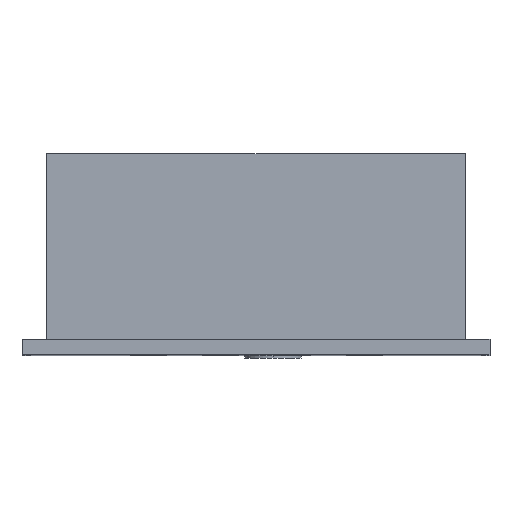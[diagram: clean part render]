
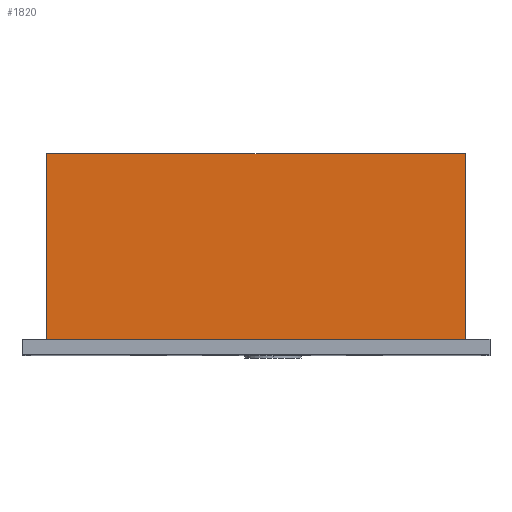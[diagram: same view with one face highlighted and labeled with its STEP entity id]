
A CAD part, top view. The second image highlights one B-rep face of the part: STEP entity #1820.
In plain terms, the highlighted planar face has unit normal (0, 0, 1).
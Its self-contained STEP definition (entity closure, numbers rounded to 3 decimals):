
#233 = CARTESIAN_POINT ( 'NONE',  ( -7.389, 7.1, 8.223 ) ) ;
#288 = VECTOR ( 'NONE', #3325, 1000. ) ;
#395 = DIRECTION ( 'NONE',  ( 0., 0., -1. ) ) ;
#539 = ORIENTED_EDGE ( 'NONE', *, *, #4475, .F. ) ;
#983 = VECTOR ( 'NONE', #3065, 1000. ) ;
#1007 = LINE ( 'NONE', #233, #288 ) ;
#1389 = VERTEX_POINT ( 'NONE', #4126 ) ;
#1404 = CARTESIAN_POINT ( 'NONE',  ( -7.389, 7.1, 8.223 ) ) ;
#1511 = CARTESIAN_POINT ( 'NONE',  ( 7.389, 7.1, 8.223 ) ) ;
#1573 = ORIENTED_EDGE ( 'NONE', *, *, #2625, .F. ) ;
#1769 = VERTEX_POINT ( 'NONE', #4087 ) ;
#1820 = ADVANCED_FACE ( 'NONE', ( #2051 ), #3159, .F. ) ;
#2051 = FACE_OUTER_BOUND ( 'NONE', #3724, .T. ) ;
#2139 = CARTESIAN_POINT ( 'NONE',  ( 0., 0.56, 8.223 ) ) ;
#2224 = DIRECTION ( 'NONE',  ( 0., -1., 0. ) ) ;
#2225 = ORIENTED_EDGE ( 'NONE', *, *, #4042, .F. ) ;
#2300 = VERTEX_POINT ( 'NONE', #4164 ) ;
#2420 = CARTESIAN_POINT ( 'NONE',  ( -7.389, 7.1, 8.223 ) ) ;
#2592 = ORIENTED_EDGE ( 'NONE', *, *, #3395, .T. ) ;
#2611 = VECTOR ( 'NONE', #3914, 1000. ) ;
#2625 = EDGE_CURVE ( 'NONE', #1389, #2300, #4478, .T. ) ;
#2690 = VECTOR ( 'NONE', #2224, 1000. ) ;
#3057 = LINE ( 'NONE', #2139, #2611 ) ;
#3065 = DIRECTION ( 'NONE',  ( 1., 0., 0. ) ) ;
#3159 = PLANE ( 'NONE',  #4161 ) ;
#3191 = CARTESIAN_POINT ( 'NONE',  ( -7.389, 7.1, 8.223 ) ) ;
#3325 = DIRECTION ( 'NONE',  ( 0., -1., 0. ) ) ;
#3395 = EDGE_CURVE ( 'NONE', #3535, #1769, #1007, .T. ) ;
#3535 = VERTEX_POINT ( 'NONE', #3191 ) ;
#3724 = EDGE_LOOP ( 'NONE', ( #1573, #539, #2592, #2225 ) ) ;
#3851 = DIRECTION ( 'NONE',  ( -1., 0., 0. ) ) ;
#3914 = DIRECTION ( 'NONE',  ( -1., 0., 0. ) ) ;
#3992 = LINE ( 'NONE', #2420, #983 ) ;
#4042 = EDGE_CURVE ( 'NONE', #2300, #1769, #3057, .T. ) ;
#4087 = CARTESIAN_POINT ( 'NONE',  ( -7.389, 0.56, 8.223 ) ) ;
#4126 = CARTESIAN_POINT ( 'NONE',  ( 7.389, 7.1, 8.223 ) ) ;
#4161 = AXIS2_PLACEMENT_3D ( 'NONE', #1404, #395, #3851 ) ;
#4164 = CARTESIAN_POINT ( 'NONE',  ( 7.389, 0.56, 8.223 ) ) ;
#4475 = EDGE_CURVE ( 'NONE', #3535, #1389, #3992, .T. ) ;
#4478 = LINE ( 'NONE', #1511, #2690 ) ;
